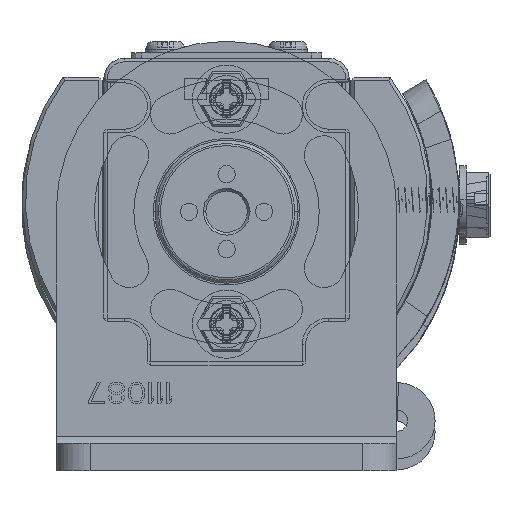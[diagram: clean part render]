
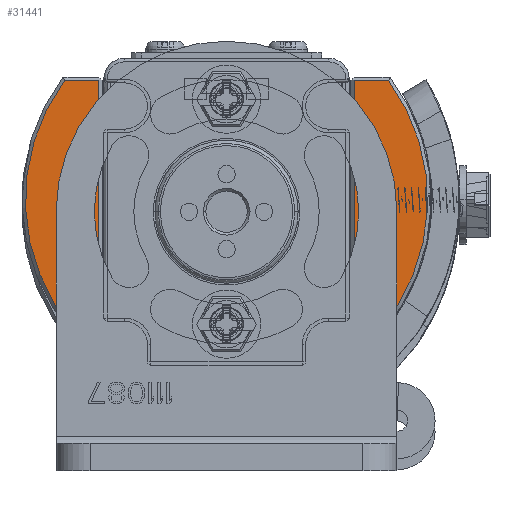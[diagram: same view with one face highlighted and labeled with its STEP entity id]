
A CAD part, front view. The second image highlights one B-rep face of the part: STEP entity #31441.
In plain terms, the highlighted face is planar.
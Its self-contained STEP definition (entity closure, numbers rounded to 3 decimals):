
#30426=DIRECTION('',(1.,0.,0.));
#30427=VECTOR('',#30426,37.);
#30428=CARTESIAN_POINT('',(-19.5,-18.75,-10.));
#30429=LINE('',#30428,#30427);
#30446=DIRECTION('',(0.,-1.,0.));
#30447=VECTOR('',#30446,4.999);
#30448=CARTESIAN_POINT('',(17.5,-18.75,-10.));
#30449=LINE('',#30448,#30447);
#30464=CARTESIAN_POINT('',(0.,0.,-10.));
#30465=DIRECTION('',(0.,0.,-1.));
#30466=DIRECTION('',(0.593,-0.805,0.));
#30467=AXIS2_PLACEMENT_3D('',#30464,#30465,#30466);
#31087=CARTESIAN_POINT('',(-19.5,15.25,-10.));
#31088=DIRECTION('',(0.,0.,1.));
#31089=DIRECTION('',(0.,1.,0.));
#31090=AXIS2_PLACEMENT_3D('',#31087,#31088,#31089);
#31092=DIRECTION('',(-1.,0.,0.));
#31093=VECTOR('',#31092,37.);
#31094=CARTESIAN_POINT('',(17.5,18.75,-10.));
#31095=LINE('',#31094,#31093);
#31108=DIRECTION('',(0.,-1.,0.));
#31109=VECTOR('',#31108,4.999);
#31110=CARTESIAN_POINT('',(17.5,23.749,-10.));
#31111=LINE('',#31110,#31109);
#31125=DIRECTION('',(0.,-1.,0.));
#31126=VECTOR('',#31125,30.5);
#31127=CARTESIAN_POINT('',(-23.,15.25,-10.));
#31128=LINE('',#31127,#31126);
#31146=CARTESIAN_POINT('',(-19.5,-15.25,-10.));
#31147=DIRECTION('',(0.,0.,1.));
#31148=DIRECTION('',(-1.,0.,0.));
#31149=AXIS2_PLACEMENT_3D('',#31146,#31147,#31148);
#31246=CARTESIAN_POINT('',(17.5,-23.749,-10.));
#31247=CARTESIAN_POINT('',(17.5,23.749,-10.));
#31248=VERTEX_POINT('',#31246);
#31249=VERTEX_POINT('',#31247);
#31250=CARTESIAN_POINT('',(17.5,18.75,-10.));
#31251=VERTEX_POINT('',#31250);
#31254=CARTESIAN_POINT('',(17.5,-18.75,-10.));
#31255=VERTEX_POINT('',#31254);
#31402=CARTESIAN_POINT('',(-19.5,18.75,-10.));
#31403=VERTEX_POINT('',#31402);
#31408=CARTESIAN_POINT('',(-23.,15.25,-10.));
#31409=VERTEX_POINT('',#31408);
#31410=CARTESIAN_POINT('',(-23.,-15.25,-10.));
#31411=VERTEX_POINT('',#31410);
#31416=CARTESIAN_POINT('',(-19.5,-18.75,-10.));
#31417=VERTEX_POINT('',#31416);
#31418=CARTESIAN_POINT('',(0.,0.,-10.));
#31419=DIRECTION('',(0.,0.,1.));
#31420=DIRECTION('',(1.,0.,0.));
#31421=AXIS2_PLACEMENT_3D('',#31418,#31419,#31420);
#31422=PLANE('',#31421);
#31424=ORIENTED_EDGE('',*,*,#31423,.F.);
#31426=ORIENTED_EDGE('',*,*,#31425,.F.);
#31428=ORIENTED_EDGE('',*,*,#31427,.F.);
#31430=ORIENTED_EDGE('',*,*,#31429,.F.);
#31432=ORIENTED_EDGE('',*,*,#31431,.F.);
#31434=ORIENTED_EDGE('',*,*,#31433,.F.);
#31436=ORIENTED_EDGE('',*,*,#31435,.F.);
#31438=ORIENTED_EDGE('',*,*,#31437,.F.);
#31439=EDGE_LOOP('',(#31424,#31426,#31428,#31430,#31432,#31434,#31436,#31438));
#31440=FACE_OUTER_BOUND('',#31439,.F.);
#31441=ADVANCED_FACE('',(#31440),#31422,.F.);
#30468=CIRCLE('',#30467,29.5);
#31091=CIRCLE('',#31090,3.5);
#31150=CIRCLE('',#31149,3.5);
#31423=EDGE_CURVE('',#31417,#31255,#30429,.T.);
#31425=EDGE_CURVE('',#31411,#31417,#31150,.T.);
#31427=EDGE_CURVE('',#31409,#31411,#31128,.T.);
#31429=EDGE_CURVE('',#31403,#31409,#31091,.T.);
#31431=EDGE_CURVE('',#31251,#31403,#31095,.T.);
#31433=EDGE_CURVE('',#31249,#31251,#31111,.T.);
#31435=EDGE_CURVE('',#31248,#31249,#30468,.T.);
#31437=EDGE_CURVE('',#31255,#31248,#30449,.T.);
